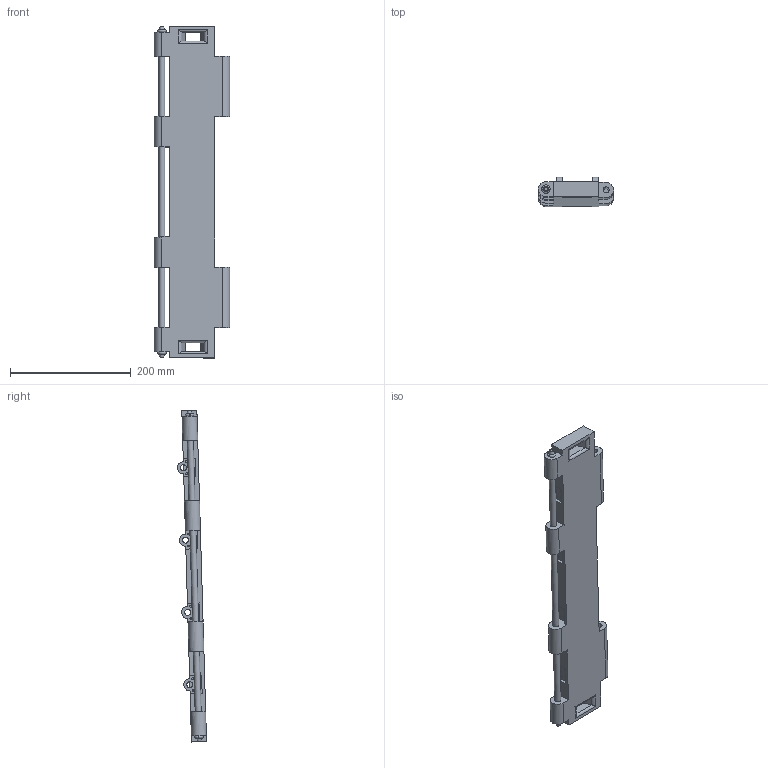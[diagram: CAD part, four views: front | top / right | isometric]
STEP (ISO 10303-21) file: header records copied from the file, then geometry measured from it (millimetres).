
FILE_DESCRIPTION( ('This file contains a STEP AP42 implementation' ,'as created by ZW3D STEP Interface translator.' ,'') ,'2;1' );
FILE_NAME( '蚾饜-婥啣.iam.stp' ,'251027.114757', (''), ('ZWCAD Software Co.'), 'Version 1.0', 'ZW3D to STEP translator', '' );
FILE_SCHEMA(('AUTOMOTIVE_DESIGN { 1 0 10303 214 1 1 1 1 }'));
Length unit declared in the file: millimetre
Products named in the file (5): 0; 蚾饜-婥啣.iam; 婥啣蟀諉种縐遠.ipt; 婥啣.ipt; 婥啣蟀諉种.ipt
Assembly tree (4 placements, depth 2):
  0
  蚾饜-婥啣.iam
    婥啣蟀諉种縐遠.ipt  x2
    婥啣.ipt
    婥啣蟀諉种.ipt
Bounding box: 125 x 48.26 x 550.5 mm (x, y, z)
Volume: 785026.8 mm3; surface area: 195367.3 mm2
Topology: 4 solids, 4 shells, 171 faces, 536 edges, 363 vertices
Faces by surface type: plane 104, cylinder 61, torus 4, cone 2
Full cylindrical faces by diameter (mm): 3 x16, 10 x15
Entity records: 6517 total; most frequent: CARTESIAN_POINT 1214, DIRECTION 1063, ORIENTED_EDGE 1062, EDGE_CURVE 531, AXIS2_PLACEMENT_3D 368, VERTEX_POINT 359, VECTOR 327, LINE 327
